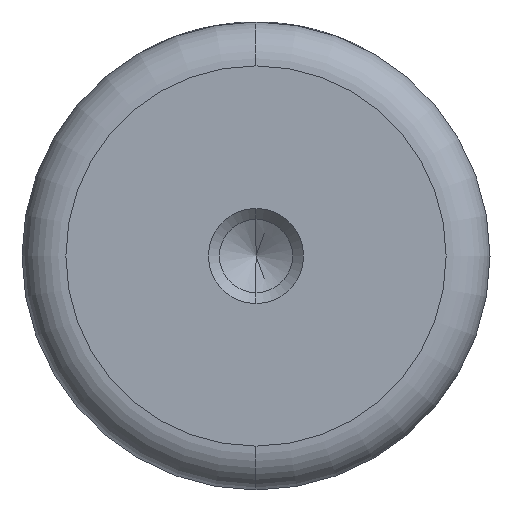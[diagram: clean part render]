
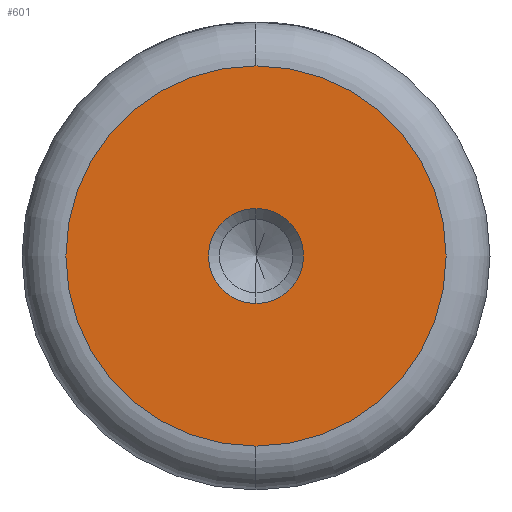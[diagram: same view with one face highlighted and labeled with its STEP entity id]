
A CAD part, left-side view. The second image highlights one B-rep face of the part: STEP entity #601.
In plain terms, the highlighted planar face has unit normal (-1, 0, 0).
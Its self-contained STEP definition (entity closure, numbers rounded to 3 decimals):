
#27 = PLANE ( 'NONE',  #865 ) ;
#50 = DIRECTION ( 'NONE',  ( -1., 0., 0. ) ) ;
#112 = CARTESIAN_POINT ( 'NONE',  ( 0., 0., 0. ) ) ;
#115 = EDGE_CURVE ( 'NONE', #414, #429, #1104, .T. ) ;
#240 = DIRECTION ( 'NONE',  ( 0., 0., 1. ) ) ;
#241 = VERTEX_POINT ( 'NONE', #273 ) ;
#254 = CIRCLE ( 'NONE', #985, 13. ) ;
#271 = DIRECTION ( 'NONE',  ( -1., 0., 0. ) ) ;
#273 = CARTESIAN_POINT ( 'NONE',  ( 0., 0., -13. ) ) ;
#307 = DIRECTION ( 'NONE',  ( -1., 0., 0. ) ) ;
#350 = AXIS2_PLACEMENT_3D ( 'NONE', #1045, #407, #1168 ) ;
#364 = EDGE_CURVE ( 'NONE', #429, #414, #1166, .T. ) ;
#407 = DIRECTION ( 'NONE',  ( -1., 0., 0. ) ) ;
#414 = VERTEX_POINT ( 'NONE', #1388 ) ;
#429 = VERTEX_POINT ( 'NONE', #948 ) ;
#452 = ORIENTED_EDGE ( 'NONE', *, *, #364, .F. ) ;
#483 = EDGE_LOOP ( 'NONE', ( #1335, #1295 ) ) ;
#601 = ADVANCED_FACE ( 'NONE', ( #671, #1221 ), #27, .T. ) ;
#671 = FACE_BOUND ( 'NONE', #1156, .T. ) ;
#701 = CARTESIAN_POINT ( 'NONE',  ( 0., 0., 0. ) ) ;
#724 = CARTESIAN_POINT ( 'NONE',  ( 0., 0., 0. ) ) ;
#745 = EDGE_CURVE ( 'NONE', #241, #977, #1418, .T. ) ;
#782 = CARTESIAN_POINT ( 'NONE',  ( 0., 0., 13. ) ) ;
#828 = DIRECTION ( 'NONE',  ( 0., 0., 1. ) ) ;
#865 = AXIS2_PLACEMENT_3D ( 'NONE', #701, #271, #1024 ) ;
#887 = DIRECTION ( 'NONE',  ( -1., 0., 0. ) ) ;
#947 = CARTESIAN_POINT ( 'NONE',  ( 0., 0., 0. ) ) ;
#948 = CARTESIAN_POINT ( 'NONE',  ( 0., 0., -3.25 ) ) ;
#977 = VERTEX_POINT ( 'NONE', #782 ) ;
#985 = AXIS2_PLACEMENT_3D ( 'NONE', #724, #50, #828 ) ;
#1024 = DIRECTION ( 'NONE',  ( 0., 0., 1. ) ) ;
#1045 = CARTESIAN_POINT ( 'NONE',  ( 0., 0., 0. ) ) ;
#1055 = DIRECTION ( 'NONE',  ( 0., 0., 1. ) ) ;
#1094 = AXIS2_PLACEMENT_3D ( 'NONE', #112, #887, #240 ) ;
#1104 = CIRCLE ( 'NONE', #1094, 3.25 ) ;
#1107 = EDGE_CURVE ( 'NONE', #977, #241, #254, .T. ) ;
#1115 = ORIENTED_EDGE ( 'NONE', *, *, #115, .F. ) ;
#1156 = EDGE_LOOP ( 'NONE', ( #1115, #452 ) ) ;
#1166 = CIRCLE ( 'NONE', #350, 3.25 ) ;
#1168 = DIRECTION ( 'NONE',  ( 0., 0., 1. ) ) ;
#1221 = FACE_OUTER_BOUND ( 'NONE', #483, .T. ) ;
#1295 = ORIENTED_EDGE ( 'NONE', *, *, #745, .T. ) ;
#1335 = ORIENTED_EDGE ( 'NONE', *, *, #1107, .T. ) ;
#1381 = AXIS2_PLACEMENT_3D ( 'NONE', #947, #307, #1055 ) ;
#1388 = CARTESIAN_POINT ( 'NONE',  ( 0., 0., 3.25 ) ) ;
#1418 = CIRCLE ( 'NONE', #1381, 13. ) ;
